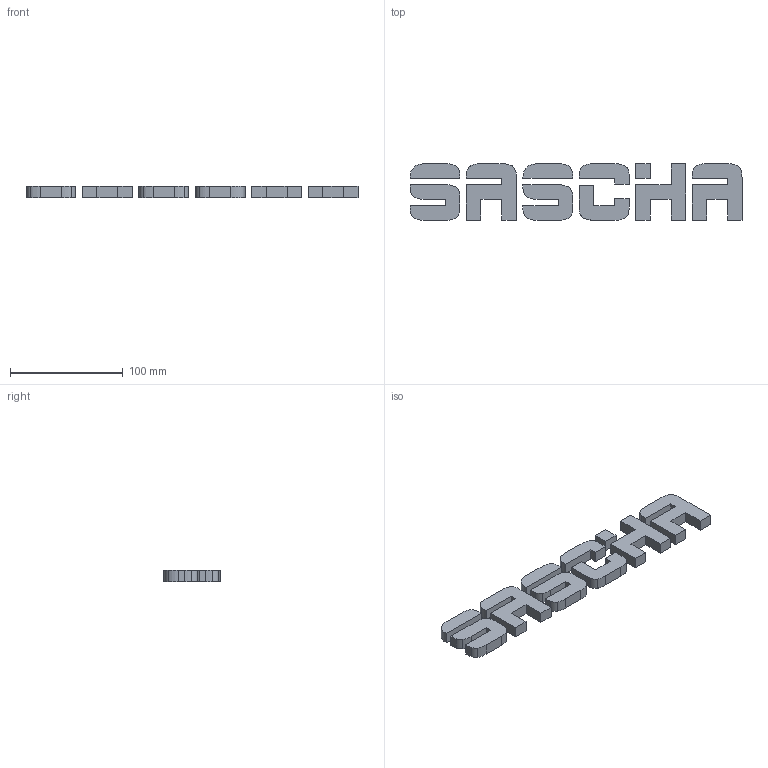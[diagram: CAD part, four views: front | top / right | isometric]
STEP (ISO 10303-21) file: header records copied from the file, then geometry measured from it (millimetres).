
FILE_DESCRIPTION(('HOOPS Exchange Step'),'2;1');
FILE_NAME('SASCHA_STEP242.STP','2019-05-20T09:17:17+02:00',('ait'),('None'),'HOOPS Exchange 2019.0','SOLIDWORKS MBD','None');
FILE_SCHEMA( ('AP242_MANAGED_MODEL_BASED_3D_ENGINEERING_MIM_LF {1 0 10303 442 1 1 4 }') );
Length unit declared in the file: inch
Products named in the file (1): Standard
Bounding box: 294.19 x 50 x 10 mm (x, y, z)
Volume: 94376.4 mm3; surface area: 36007.2 mm2
Topology: 10 solids, 10 shells, 143 faces, 381 edges, 270 vertices
Faces by surface type: plane 85, bspline 58
Entity records: 8883 total; most frequent: CARTESIAN_POINT 3167, ORIENTED_EDGE 738, COORDINATES_LIST 660, COMPLEX_TRIANGULATED_SURFACE_SET 507, DIRECTION 435, EDGE_CURVE 369, VECTOR 253, LINE 253
